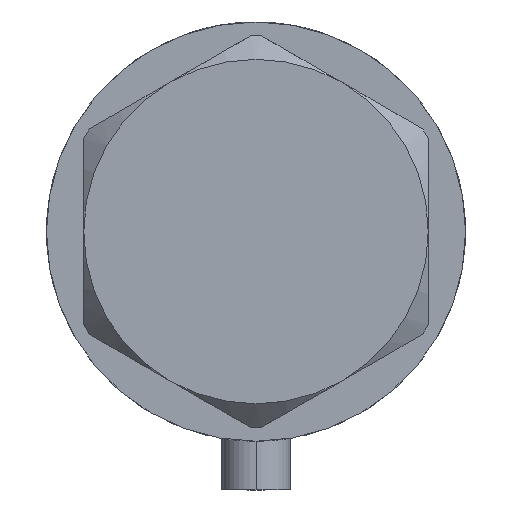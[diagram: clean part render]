
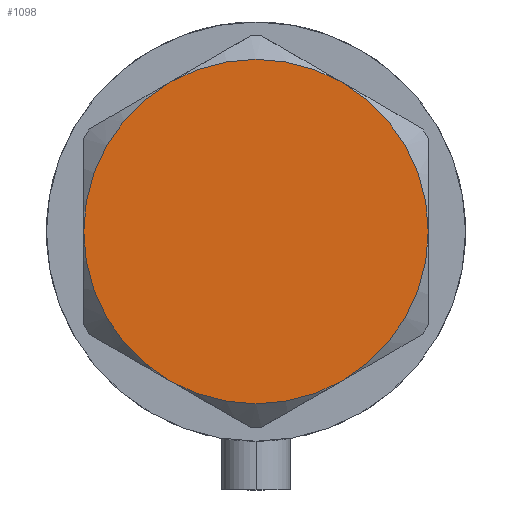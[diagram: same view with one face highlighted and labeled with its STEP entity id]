
A CAD part, left-side view. The second image highlights one B-rep face of the part: STEP entity #1098.
In plain terms, the highlighted face is planar.
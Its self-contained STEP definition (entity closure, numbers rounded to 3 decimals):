
#219 = CARTESIAN_POINT ( 'NONE',  ( 0., 0., 14.5 ) ) ;
#369 = VERTEX_POINT ( 'NONE', #1554 ) ;
#380 = EDGE_CURVE ( 'NONE', #2055, #873, #3945, .T. ) ;
#672 = DIRECTION ( 'NONE',  ( 1., 0., 0. ) ) ;
#741 = CARTESIAN_POINT ( 'NONE',  ( 0., 0., 14.5 ) ) ;
#873 = VERTEX_POINT ( 'NONE', #1510 ) ;
#956 = CARTESIAN_POINT ( 'NONE',  ( 15., -25.981, 14.5 ) ) ;
#959 = ORIENTED_EDGE ( 'NONE', *, *, #380, .T. ) ;
#1005 = DIRECTION ( 'NONE',  ( 0., 0., 1. ) ) ;
#1098 = ADVANCED_FACE ( 'NONE', ( #1798 ), #2641, .T. ) ;
#1296 = DIRECTION ( 'NONE',  ( 0., 0., 1. ) ) ;
#1335 = DIRECTION ( 'NONE',  ( 0., 0., 1. ) ) ;
#1360 = EDGE_CURVE ( 'NONE', #3704, #2216, #3383, .T. ) ;
#1510 = CARTESIAN_POINT ( 'NONE',  ( -15., -25.981, 14.5 ) ) ;
#1515 = ORIENTED_EDGE ( 'NONE', *, *, #3080, .T. ) ;
#1535 = DIRECTION ( 'NONE',  ( 0., 0., 1. ) ) ;
#1554 = CARTESIAN_POINT ( 'NONE',  ( 30., 0., 14.5 ) ) ;
#1655 = AXIS2_PLACEMENT_3D ( 'NONE', #1839, #3941, #2901 ) ;
#1657 = CARTESIAN_POINT ( 'NONE',  ( -15., 25.981, 14.5 ) ) ;
#1662 = AXIS2_PLACEMENT_3D ( 'NONE', #3037, #1335, #1676 ) ;
#1676 = DIRECTION ( 'NONE',  ( 1., 0., 0. ) ) ;
#1715 = AXIS2_PLACEMENT_3D ( 'NONE', #219, #1296, #672 ) ;
#1728 = CIRCLE ( 'NONE', #1662, 30. ) ;
#1755 = CIRCLE ( 'NONE', #3351, 30. ) ;
#1798 = FACE_OUTER_BOUND ( 'NONE', #4111, .T. ) ;
#1839 = CARTESIAN_POINT ( 'NONE',  ( 0., 0., 14.5 ) ) ;
#1998 = DIRECTION ( 'NONE',  ( 1., 0., 0. ) ) ;
#2053 = AXIS2_PLACEMENT_3D ( 'NONE', #4135, #1005, #2414 ) ;
#2055 = VERTEX_POINT ( 'NONE', #2976 ) ;
#2211 = ORIENTED_EDGE ( 'NONE', *, *, #2949, .T. ) ;
#2216 = VERTEX_POINT ( 'NONE', #1657 ) ;
#2219 = EDGE_CURVE ( 'NONE', #873, #2484, #1728, .T. ) ;
#2414 = DIRECTION ( 'NONE',  ( 1., 0., 0. ) ) ;
#2419 = AXIS2_PLACEMENT_3D ( 'NONE', #741, #2466, #3447 ) ;
#2466 = DIRECTION ( 'NONE',  ( 0., 0., 1. ) ) ;
#2484 = VERTEX_POINT ( 'NONE', #956 ) ;
#2503 = AXIS2_PLACEMENT_3D ( 'NONE', #2529, #4050, #1998 ) ;
#2529 = CARTESIAN_POINT ( 'NONE',  ( 0., 0., 14.5 ) ) ;
#2641 = PLANE ( 'NONE',  #2503 ) ;
#2699 = EDGE_CURVE ( 'NONE', #2484, #369, #3132, .T. ) ;
#2768 = ORIENTED_EDGE ( 'NONE', *, *, #1360, .T. ) ;
#2901 = DIRECTION ( 'NONE',  ( 1., 0., 0. ) ) ;
#2913 = CIRCLE ( 'NONE', #2419, 30. ) ;
#2949 = EDGE_CURVE ( 'NONE', #369, #3704, #2913, .T. ) ;
#2976 = CARTESIAN_POINT ( 'NONE',  ( -30., 0., 14.5 ) ) ;
#3037 = CARTESIAN_POINT ( 'NONE',  ( 0., 0., 14.5 ) ) ;
#3080 = EDGE_CURVE ( 'NONE', #2216, #2055, #1755, .T. ) ;
#3132 = CIRCLE ( 'NONE', #2053, 30. ) ;
#3196 = CARTESIAN_POINT ( 'NONE',  ( 0., 0., 14.5 ) ) ;
#3351 = AXIS2_PLACEMENT_3D ( 'NONE', #3196, #1535, #4275 ) ;
#3383 = CIRCLE ( 'NONE', #1655, 30. ) ;
#3447 = DIRECTION ( 'NONE',  ( 1., 0., 0. ) ) ;
#3608 = CARTESIAN_POINT ( 'NONE',  ( 15., 25.981, 14.5 ) ) ;
#3704 = VERTEX_POINT ( 'NONE', #3608 ) ;
#3882 = ORIENTED_EDGE ( 'NONE', *, *, #2219, .T. ) ;
#3941 = DIRECTION ( 'NONE',  ( 0., 0., 1. ) ) ;
#3945 = CIRCLE ( 'NONE', #1715, 30. ) ;
#4050 = DIRECTION ( 'NONE',  ( 0., 0., 1. ) ) ;
#4111 = EDGE_LOOP ( 'NONE', ( #4392, #2211, #2768, #1515, #959, #3882 ) ) ;
#4135 = CARTESIAN_POINT ( 'NONE',  ( 0., 0., 14.5 ) ) ;
#4275 = DIRECTION ( 'NONE',  ( 1., 0., 0. ) ) ;
#4392 = ORIENTED_EDGE ( 'NONE', *, *, #2699, .T. ) ;
